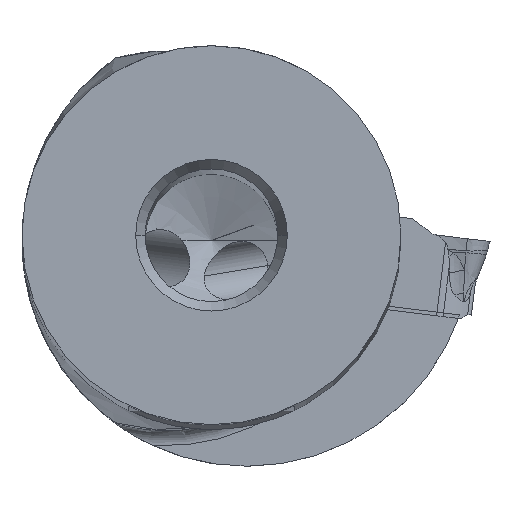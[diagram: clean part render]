
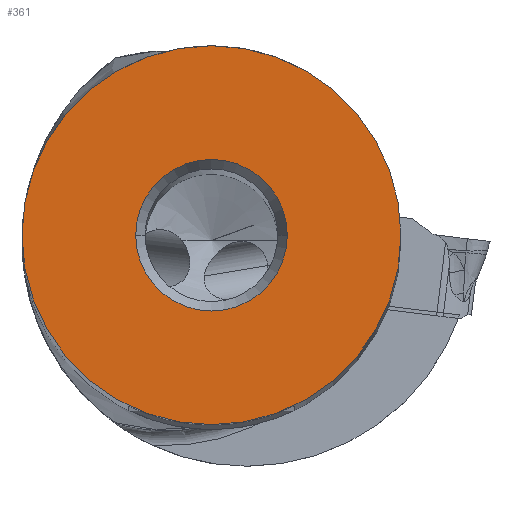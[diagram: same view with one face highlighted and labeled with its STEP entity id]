
A CAD part, top view. The second image highlights one B-rep face of the part: STEP entity #361.
In plain terms, the highlighted planar face has unit normal (0, 0, 1).
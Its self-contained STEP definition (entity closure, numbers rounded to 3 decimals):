
#49=FACE_BOUND('',#758,.T.);
#50=FACE_BOUND('',#759,.T.);
#361=ADVANCED_FACE('',(#49,#50),#424,.T.);
#424=PLANE('',#3686);
#758=EDGE_LOOP('',(#1679,#1680));
#759=EDGE_LOOP('',(#1681,#1682));
#1679=ORIENTED_EDGE('',*,*,#2594,.T.);
#1680=ORIENTED_EDGE('',*,*,#2587,.T.);
#1681=ORIENTED_EDGE('',*,*,#2599,.T.);
#1682=ORIENTED_EDGE('',*,*,#2600,.T.);
#2102=VERTEX_POINT('',#10571);
#2103=VERTEX_POINT('',#10572);
#2112=VERTEX_POINT('',#10595);
#2113=VERTEX_POINT('',#10596);
#2587=EDGE_CURVE('',#2102,#2103,#2989,.T.);
#2594=EDGE_CURVE('',#2103,#2102,#2990,.T.);
#2599=EDGE_CURVE('',#2112,#2113,#2991,.T.);
#2600=EDGE_CURVE('',#2113,#2112,#2992,.T.);
#2989=CIRCLE('',#3676,10.);
#2990=CIRCLE('',#3680,10.);
#2991=CIRCLE('',#3684,4.);
#2992=CIRCLE('',#3685,4.);
#3676=AXIS2_PLACEMENT_3D('',#10570,#4300,#4301);
#3680=AXIS2_PLACEMENT_3D('',#10584,#4312,#4313);
#3684=AXIS2_PLACEMENT_3D('',#10594,#4322,#4323);
#3685=AXIS2_PLACEMENT_3D('',#10597,#4324,#4325);
#3686=AXIS2_PLACEMENT_3D('',#10598,#4326,#4327);
#4300=DIRECTION('',(0.,0.,1.));
#4301=DIRECTION('',(1.,0.,0.));
#4312=DIRECTION('',(0.,0.,1.));
#4313=DIRECTION('',(-1.,0.,0.));
#4322=DIRECTION('',(0.,0.,-1.));
#4323=DIRECTION('',(-1.,0.,0.));
#4324=DIRECTION('',(0.,0.,-1.));
#4325=DIRECTION('',(1.,0.,0.));
#4326=DIRECTION('',(0.,0.,1.));
#4327=DIRECTION('',(-1.,0.,0.));
#10570=CARTESIAN_POINT('',(0.,0.,0.));
#10571=CARTESIAN_POINT('',(10.,0.,0.));
#10572=CARTESIAN_POINT('',(-10.,0.,0.));
#10584=CARTESIAN_POINT('',(0.,0.,0.));
#10594=CARTESIAN_POINT('',(0.,0.,0.));
#10595=CARTESIAN_POINT('',(-4.,0.,0.));
#10596=CARTESIAN_POINT('',(4.,0.,0.));
#10597=CARTESIAN_POINT('',(0.,0.,0.));
#10598=CARTESIAN_POINT('',(0.,0.,0.));
